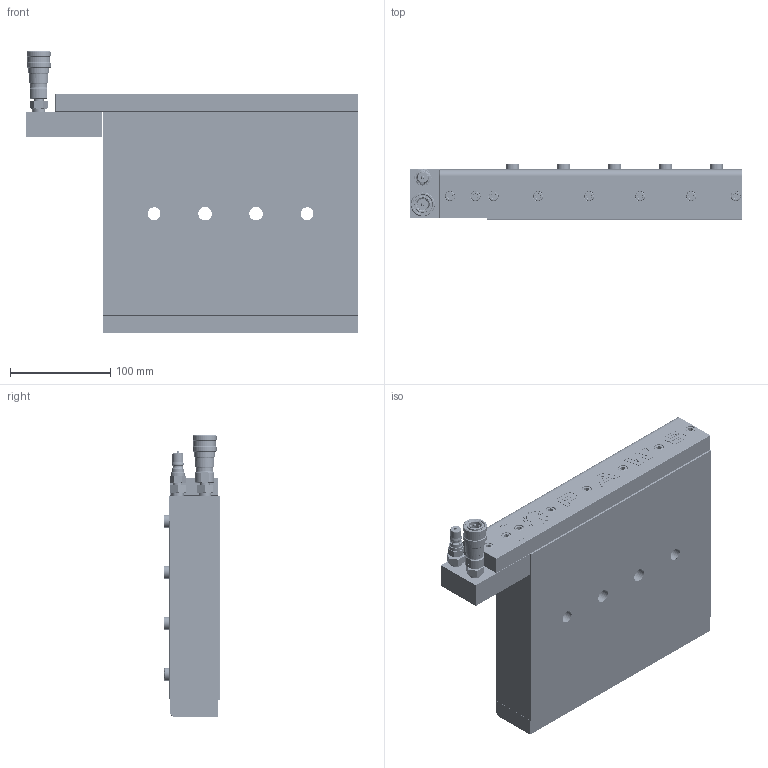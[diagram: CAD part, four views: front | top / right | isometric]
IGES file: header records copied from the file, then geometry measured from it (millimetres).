
Start section: SolidWorks IGES file using analytic representation for surfaces
Global section: file name: 3080-20CP.IGS; native system: SolidWorks 2013; preprocessor: SolidWorks 2013; author: mikel; date: 150717.101508; units: inch
Bounding box: 330.84 x 55.12 x 281.98 mm (x, y, z)
Surface area: 287890.2 mm2 (no closed solid volume)
Topology: 0 solids, 0 shells, 2571 faces, 29403 edges, 29361 vertices
Faces by surface type: bspline 1484, revolution 1087
